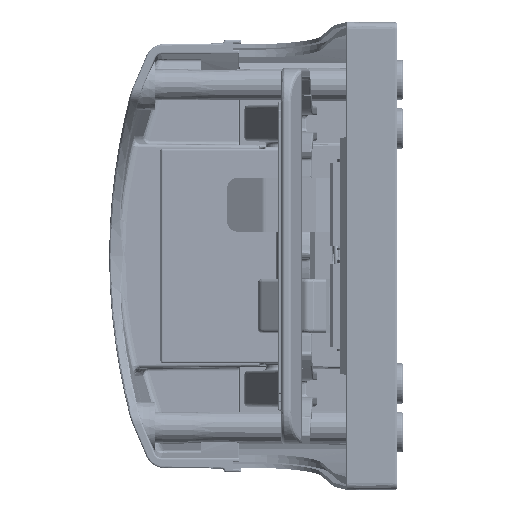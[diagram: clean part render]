
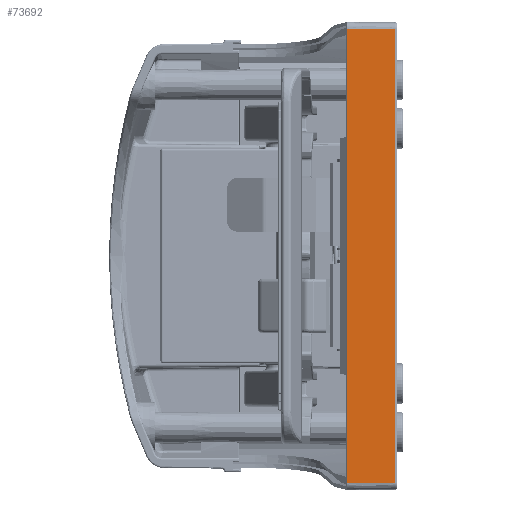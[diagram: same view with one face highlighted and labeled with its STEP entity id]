
A CAD part, left-side view. The second image highlights one B-rep face of the part: STEP entity #73692.
In plain terms, the highlighted planar face has unit normal (-1, 0, 0).
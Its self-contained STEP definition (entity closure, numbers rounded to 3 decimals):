
#10405 = VECTOR ( 'NONE', #214343, 1000. ) ;
#14855 = LINE ( 'NONE', #24477, #45152 ) ;
#24477 = CARTESIAN_POINT ( 'NONE',  ( 18.416, 124.559, 68.084 ) ) ;
#27102 = EDGE_LOOP ( 'NONE', ( #162588, #155510, #40272, #252544 ) ) ;
#28149 = LINE ( 'NONE', #69937, #88406 ) ;
#29508 = FACE_OUTER_BOUND ( 'NONE', #27102, .T. ) ;
#35479 = VERTEX_POINT ( 'NONE', #223348 ) ;
#36160 = VERTEX_POINT ( 'NONE', #63564 ) ;
#40272 = ORIENTED_EDGE ( 'NONE', *, *, #87445, .F. ) ;
#41615 = CARTESIAN_POINT ( 'NONE',  ( 18.416, 124.559, 205.877 ) ) ;
#45152 = VECTOR ( 'NONE', #90026, 1000. ) ;
#46783 = DIRECTION ( 'NONE',  ( 1., 0., 0. ) ) ;
#52593 = CARTESIAN_POINT ( 'NONE',  ( 18.416, 124.559, 70.466 ) ) ;
#59307 = EDGE_CURVE ( 'NONE', #212196, #35479, #267809, .T. ) ;
#63564 = CARTESIAN_POINT ( 'NONE',  ( 18.416, 110.222, 70.591 ) ) ;
#69937 = CARTESIAN_POINT ( 'NONE',  ( 18.416, 110.222, 207.969 ) ) ;
#73692 = ADVANCED_FACE ( 'NONE', ( #29508 ), #189066, .F. ) ;
#87445 = EDGE_CURVE ( 'NONE', #35479, #36160, #28149, .T. ) ;
#88406 = VECTOR ( 'NONE', #201001, 1000. ) ;
#90026 = DIRECTION ( 'NONE',  ( 0., 0., -1. ) ) ;
#103780 = CARTESIAN_POINT ( 'NONE',  ( 18.416, 158.722, 207.969 ) ) ;
#137848 = LINE ( 'NONE', #234973, #10405 ) ;
#145985 = DIRECTION ( 'NONE',  ( 0., 0., -1. ) ) ;
#155510 = ORIENTED_EDGE ( 'NONE', *, *, #258749, .F. ) ;
#157921 = VERTEX_POINT ( 'NONE', #52593 ) ;
#162588 = ORIENTED_EDGE ( 'NONE', *, *, #206136, .T. ) ;
#184510 = CARTESIAN_POINT ( 'NONE',  ( 18.416, 124.559, 205.877 ) ) ;
#189066 = PLANE ( 'NONE',  #262742 ) ;
#201001 = DIRECTION ( 'NONE',  ( 0., 0., -1. ) ) ;
#206136 = EDGE_CURVE ( 'NONE', #212196, #157921, #14855, .T. ) ;
#210674 = VECTOR ( 'NONE', #275011, 1000. ) ;
#212196 = VERTEX_POINT ( 'NONE', #184510 ) ;
#214343 = DIRECTION ( 'NONE',  ( 0., 1., -0.009 ) ) ;
#223348 = CARTESIAN_POINT ( 'NONE',  ( 18.416, 110.222, 205.752 ) ) ;
#234973 = CARTESIAN_POINT ( 'NONE',  ( 18.416, 117.511, 70.528 ) ) ;
#252544 = ORIENTED_EDGE ( 'NONE', *, *, #59307, .F. ) ;
#258749 = EDGE_CURVE ( 'NONE', #36160, #157921, #137848, .T. ) ;
#262742 = AXIS2_PLACEMENT_3D ( 'NONE', #103780, #46783, #145985 ) ;
#267809 = LINE ( 'NONE', #41615, #210674 ) ;
#275011 = DIRECTION ( 'NONE',  ( 0., -1., -0.009 ) ) ;
